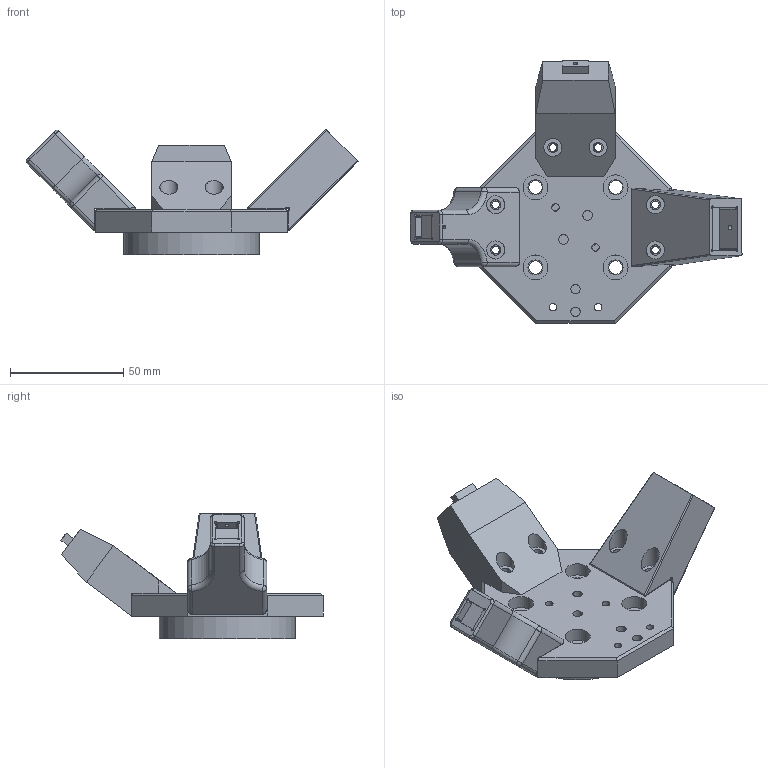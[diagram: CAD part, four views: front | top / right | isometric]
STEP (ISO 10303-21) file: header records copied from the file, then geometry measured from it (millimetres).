
FILE_DESCRIPTION(/* description */ (''),/* implementation_level */ '2;1');
FILE_NAME(/* name */ 'DistributorKitAssembly_PCB.stp',/* time_stamp */ '2019-03-27T13:44:20+01:00',/* author */ (''),/* organization */ (''),/* preprocessor_version */ 'ST-DEVELOPER v16.7',/* originating_system */ 'SIEMENS PLM Software NX 12.0',/* authorisation */ '');
FILE_SCHEMA (('AUTOMOTIVE_DESIGN { 1 0 10303 214 3 1 1 1 }'));
Length unit declared in the file: millimetre
Products named in the file (6): FlanschFANUC200iD; DIL16_rack; RELAIS_rack; LED_rack; Distributor_Flansch; DistributorKitAssembly_PCB
Assembly tree (5 placements, depth 2):
  DistributorKitAssembly_PCB
    Distributor_Flansch
    LED_rack
    RELAIS_rack
    DIL16_rack
    FlanschFANUC200iD
Bounding box: 146.51 x 115.7 x 55.36 mm (x, y, z)
Volume: 144743.2 mm3; surface area: 45525.7 mm2
Topology: 6 solids, 6 shells, 260 faces, 611 edges, 386 vertices
Faces by surface type: cylinder 131, plane 98, sphere 12, bspline 10, torus 8, cone 1
Full cylindrical faces by diameter (mm): 1.5 x1, 2 x4, 3.3 x10, 4 x10, 4.2 x10, 4.5 x6, 6 x4, 6.6 x4, 8 x6, 9 x4, 11 x4, 31 x1, 60 x1
Entity records: 7306 total; most frequent: CARTESIAN_POINT 1361, DIRECTION 1301, ORIENTED_EDGE 1008, AXIS2_PLACEMENT_3D 545, EDGE_CURVE 504, EDGE_LOOP 425, VERTEX_POINT 357, FACE_BOUND 270
